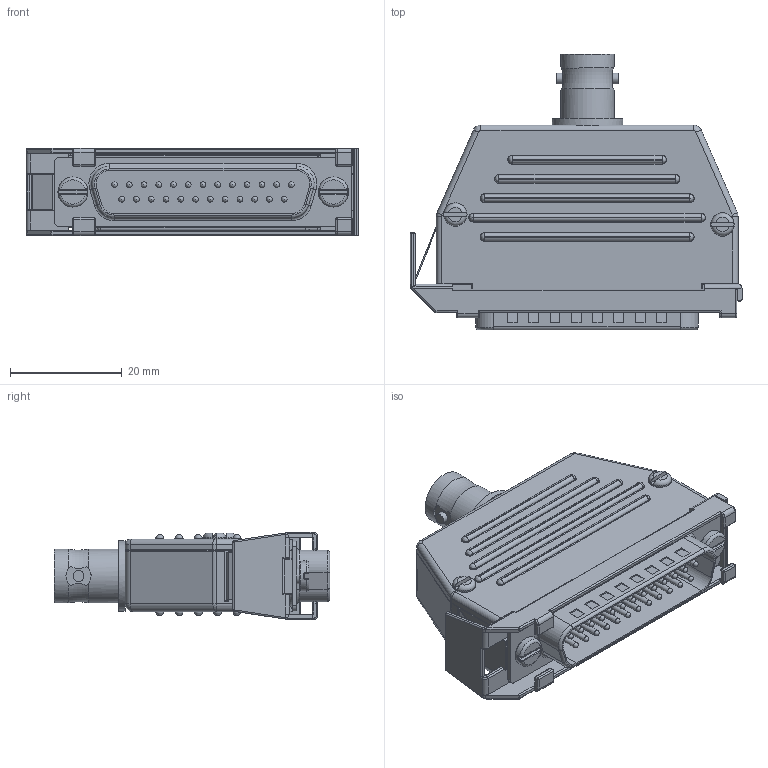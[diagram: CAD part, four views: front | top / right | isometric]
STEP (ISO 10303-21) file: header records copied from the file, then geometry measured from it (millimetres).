
FILE_DESCRIPTION(/* description */ (''),/* implementation_level */ '2;1');
FILE_NAME(/* name */ 'CMX2106.stp',/* time_stamp */ '2017-05-08T12:02:04-04:00',/* author */ ('aneininger'),/* organization */ (''),/* preprocessor_version */ 'ST-DEVELOPER v16.5',/* originating_system */ 'Autodesk Inventor 2017',/* authorisation */ '');
FILE_SCHEMA (('AUTOMOTIVE_DESIGN { 1 0 10303 214 3 1 1 }'));
Products named in the file (1): CMX2106
Bounding box: 59.44 x 49.37 x 15.62 mm (x, y, z)
Volume: 20889.2 mm3; surface area: 13933.4 mm2
Topology: 1 solids, 1 shells, 1293 faces, 3445 edges, 2032 vertices
Faces by surface type: cylinder 541, plane 361, bspline 141, sphere 113, torus 107, cone 30
Full cylindrical faces by diameter (mm): 1.016 x50, 1.422 x1, 1.524 x25, 1.956 x2, 2.032 x2, 2.095 x1, 2.349 x1, 2.616 x2, 2.845 x2, 3.01 x1, 4.064 x2, 4.572 x1, 5.372 x2, 8.255 x1, 9.652 x2, 12.7 x1
Entity records: 47043 total; most frequent: CARTESIAN_POINT 16168, DIRECTION 6145, ORIENTED_EDGE 6078, EDGE_CURVE 3037, AXIS2_PLACEMENT_3D 2414, VERTEX_POINT 1893, EDGE_LOOP 1527, LINE 1317
